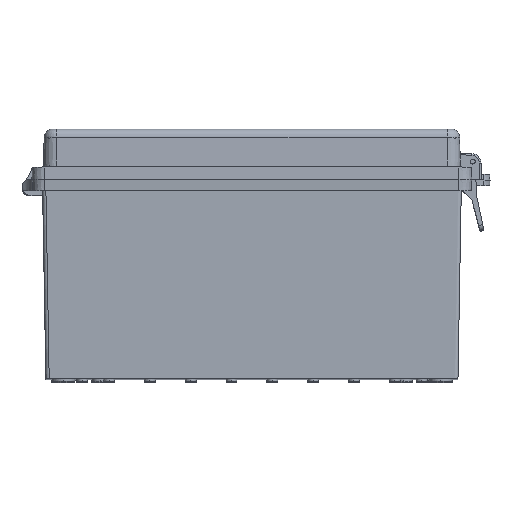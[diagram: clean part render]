
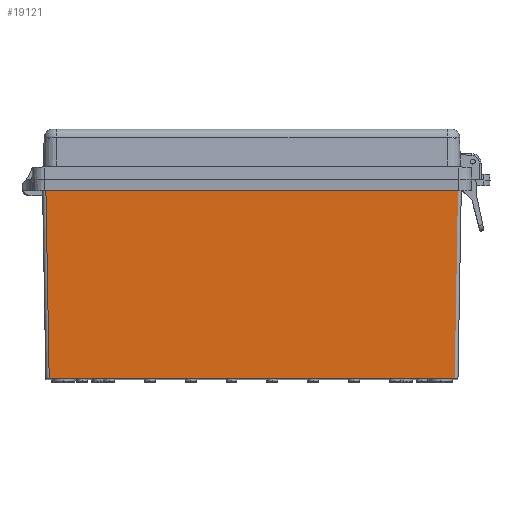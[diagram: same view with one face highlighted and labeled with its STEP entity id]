
A CAD part, top view. The second image highlights one B-rep face of the part: STEP entity #19121.
In plain terms, the highlighted planar face has unit normal (0, -0.018, 1).
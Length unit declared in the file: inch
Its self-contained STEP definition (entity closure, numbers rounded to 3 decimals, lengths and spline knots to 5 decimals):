
#125 = DIRECTION ( 'NONE',  ( 1., 0., 0. ) ) ;
#2181 = CARTESIAN_POINT ( 'NONE',  ( -4.88829, 0., 6.94921 ) ) ;
#2897 = DIRECTION ( 'NONE',  ( 0., -1., -0.017 ) ) ;
#2971 = VECTOR ( 'NONE', #4083, 39.37008 ) ;
#3395 = VECTOR ( 'NONE', #15191, 39.37008 ) ;
#3665 = CARTESIAN_POINT ( 'NONE',  ( 4.96748, 4.5375, 7.02841 ) ) ;
#3858 = ORIENTED_EDGE ( 'NONE', *, *, #7367, .F. ) ;
#3882 = PLANE ( 'NONE',  #36887 ) ;
#4083 = DIRECTION ( 'NONE',  ( 0.017, 1., 0.017 ) ) ;
#4195 = ORIENTED_EDGE ( 'NONE', *, *, #30185, .F. ) ;
#5041 = CARTESIAN_POINT ( 'NONE',  ( 4.96748, 4.5375, 7.02841 ) ) ;
#6916 = EDGE_CURVE ( 'NONE', #23553, #7165, #23941, .T. ) ;
#7165 = VERTEX_POINT ( 'NONE', #2181 ) ;
#7222 = ORIENTED_EDGE ( 'NONE', *, *, #35785, .T. ) ;
#7367 = EDGE_CURVE ( 'NONE', #25422, #16837, #34727, .T. ) ;
#7511 = CARTESIAN_POINT ( 'NONE',  ( 4.88829, 0., 6.94921 ) ) ;
#8263 = DIRECTION ( 'NONE',  ( 0.017, -1., -0.017 ) ) ;
#11645 = VERTEX_POINT ( 'NONE', #7511 ) ;
#11721 = DIRECTION ( 'NONE',  ( 0., 0., 1. ) ) ;
#12654 = EDGE_CURVE ( 'NONE', #7165, #11645, #34628, .T. ) ;
#14711 = LINE ( 'NONE', #49584, #2971 ) ;
#15191 = DIRECTION ( 'NONE',  ( 1., 0., 0. ) ) ;
#15303 = EDGE_CURVE ( 'NONE', #23553, #25422, #38002, .T. ) ;
#15778 = DIRECTION ( 'NONE',  ( 0., 1., 0. ) ) ;
#16257 = AXIS2_PLACEMENT_3D ( 'NONE', #25019, #40420, #17471 ) ;
#16837 = VERTEX_POINT ( 'NONE', #5041 ) ;
#17471 = DIRECTION ( 'NONE',  ( 0., 0., 1. ) ) ;
#17822 = EDGE_LOOP ( 'NONE', ( #48004, #7222, #4195, #3858, #24324, #37555 ) ) ;
#19121 = ADVANCED_FACE ( 'NONE', ( #26880 ), #3882, .T. ) ;
#23325 = CARTESIAN_POINT ( 'NONE',  ( -4.96748, 4.5375, 7.02841 ) ) ;
#23553 = VERTEX_POINT ( 'NONE', #38558 ) ;
#23848 = CARTESIAN_POINT ( 'NONE',  ( 4.96748, 4.5375, 6.94841 ) ) ;
#23941 = LINE ( 'NONE', #27449, #40048 ) ;
#24296 = AXIS2_PLACEMENT_3D ( 'NONE', #23848, #15778, #11721 ) ;
#24324 = ORIENTED_EDGE ( 'NONE', *, *, #15303, .F. ) ;
#25019 = CARTESIAN_POINT ( 'NONE',  ( -4.96748, 4.5375, 6.94841 ) ) ;
#25422 = VERTEX_POINT ( 'NONE', #23325 ) ;
#26880 = FACE_OUTER_BOUND ( 'NONE', #17822, .T. ) ;
#27449 = CARTESIAN_POINT ( 'NONE',  ( -4.88528, -0.17194, 6.94621 ) ) ;
#30185 = EDGE_CURVE ( 'NONE', #16837, #46975, #35575, .T. ) ;
#30221 = CARTESIAN_POINT ( 'NONE',  ( 4.96749, 4.5375, 7.02841 ) ) ;
#34628 = LINE ( 'NONE', #34888, #3395 ) ;
#34727 = LINE ( 'NONE', #3665, #48891 ) ;
#34888 = CARTESIAN_POINT ( 'NONE',  ( 4.96827, 0., 6.94921 ) ) ;
#35575 = CIRCLE ( 'NONE', #24296, 0.08 ) ;
#35785 = EDGE_CURVE ( 'NONE', #11645, #46975, #14711, .T. ) ;
#36887 = AXIS2_PLACEMENT_3D ( 'NONE', #41769, #41271, #2897 ) ;
#37555 = ORIENTED_EDGE ( 'NONE', *, *, #6916, .T. ) ;
#38002 = CIRCLE ( 'NONE', #16257, 0.08 ) ;
#38558 = CARTESIAN_POINT ( 'NONE',  ( -4.96749, 4.5375, 7.02841 ) ) ;
#40048 = VECTOR ( 'NONE', #8263, 39.37008 ) ;
#40420 = DIRECTION ( 'NONE',  ( 0., 1., 0. ) ) ;
#41271 = DIRECTION ( 'NONE',  ( 0., -0.017, 1. ) ) ;
#41769 = CARTESIAN_POINT ( 'NONE',  ( 4.96827, 0., 6.94921 ) ) ;
#46975 = VERTEX_POINT ( 'NONE', #30221 ) ;
#48004 = ORIENTED_EDGE ( 'NONE', *, *, #12654, .T. ) ;
#48891 = VECTOR ( 'NONE', #125, 39.37008 ) ;
#49584 = CARTESIAN_POINT ( 'NONE',  ( 4.88831, 0.0014, 6.94923 ) ) ;
